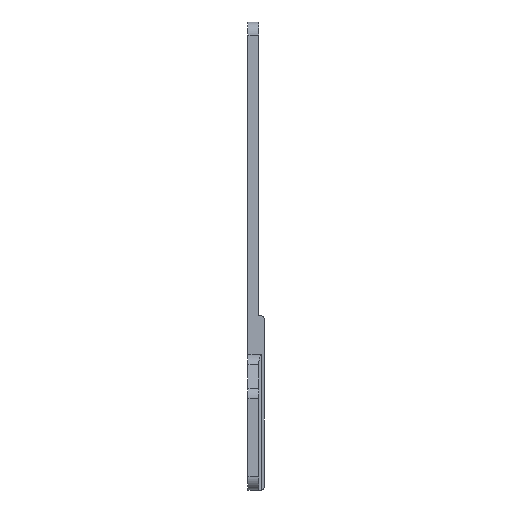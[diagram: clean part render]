
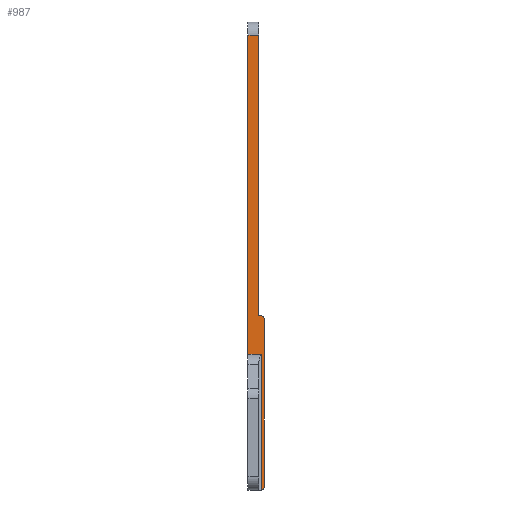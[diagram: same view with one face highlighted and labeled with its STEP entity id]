
A CAD part, front view. The second image highlights one B-rep face of the part: STEP entity #987.
In plain terms, the highlighted planar face has unit normal (0, -1, 0).
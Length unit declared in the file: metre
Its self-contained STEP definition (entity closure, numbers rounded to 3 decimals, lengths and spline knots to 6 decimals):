
#69=LINE('',#1525,#143);
#95=LINE('',#1599,#169);
#96=LINE('',#1604,#170);
#97=LINE('',#1605,#171);
#98=LINE('',#1607,#172);
#99=LINE('',#1609,#173);
#100=LINE('',#1611,#174);
#143=VECTOR('',#1204,1.);
#169=VECTOR('',#1270,1.);
#170=VECTOR('',#1273,1.);
#171=VECTOR('',#1274,1.);
#172=VECTOR('',#1275,1.);
#173=VECTOR('',#1276,1.);
#174=VECTOR('',#1277,1.);
#274=ORIENTED_EDGE('',*,*,#542,.F.);
#275=ORIENTED_EDGE('',*,*,#543,.T.);
#276=ORIENTED_EDGE('',*,*,#544,.T.);
#277=ORIENTED_EDGE('',*,*,#504,.F.);
#278=ORIENTED_EDGE('',*,*,#545,.T.);
#279=ORIENTED_EDGE('',*,*,#546,.T.);
#280=ORIENTED_EDGE('',*,*,#547,.T.);
#281=ORIENTED_EDGE('',*,*,#548,.T.);
#282=ORIENTED_EDGE('',*,*,#549,.T.);
#504=EDGE_CURVE('',#642,#625,#69,.T.);
#542=EDGE_CURVE('',#671,#672,#95,.T.);
#543=EDGE_CURVE('',#671,#673,#737,.F.);
#544=EDGE_CURVE('',#673,#625,#96,.T.);
#545=EDGE_CURVE('',#642,#674,#97,.T.);
#546=EDGE_CURVE('',#674,#675,#98,.T.);
#547=EDGE_CURVE('',#675,#676,#99,.F.);
#548=EDGE_CURVE('',#676,#677,#100,.T.);
#549=EDGE_CURVE('',#677,#672,#738,.F.);
#625=VERTEX_POINT('',#1491);
#642=VERTEX_POINT('',#1524);
#671=VERTEX_POINT('',#1600);
#672=VERTEX_POINT('',#1601);
#673=VERTEX_POINT('',#1603);
#674=VERTEX_POINT('',#1606);
#675=VERTEX_POINT('',#1608);
#676=VERTEX_POINT('',#1610);
#677=VERTEX_POINT('',#1612);
#737=CIRCLE('',#1078,0.000794);
#738=CIRCLE('',#1079,0.000794);
#795=EDGE_LOOP('',(#274,#275,#276,#277,#278,#279,#280,#281,#282));
#885=FACE_BOUND('',#795,.T.);
#965=PLANE('',#1077);
#987=ADVANCED_FACE('',(#885),#965,.F.);
#1077=AXIS2_PLACEMENT_3D('',#1598,#1268,#1269);
#1078=AXIS2_PLACEMENT_3D('',#1602,#1271,#1272);
#1079=AXIS2_PLACEMENT_3D('',#1613,#1278,#1279);
#1204=DIRECTION('',(0.,0.,-1.));
#1268=DIRECTION('',(0.,1.,0.));
#1269=DIRECTION('',(0.,0.,1.));
#1270=DIRECTION('',(0.,0.,-1.));
#1271=DIRECTION('',(0.,1.,0.));
#1272=DIRECTION('',(0.,0.,1.));
#1273=DIRECTION('',(-1.,0.,0.));
#1274=DIRECTION('',(-1.,0.,0.));
#1275=DIRECTION('',(0.,0.,-1.));
#1276=DIRECTION('',(-1.,0.,0.));
#1277=DIRECTION('',(0.,0.,-1.));
#1278=DIRECTION('',(0.,1.,0.));
#1279=DIRECTION('',(0.,0.,1.));
#1491=CARTESIAN_POINT('',(0.003175,-0.0762,-0.03175));
#1524=CARTESIAN_POINT('',(0.003175,-0.0762,0.050165));
#1525=CARTESIAN_POINT('',(0.003175,-0.0762,0.004543));
#1598=CARTESIAN_POINT('',(0.003175,-0.0762,0.004543));
#1599=CARTESIAN_POINT('',(0.004763,-0.0762,0.004543));
#1600=CARTESIAN_POINT('',(0.004763,-0.0762,-0.032544));
#1601=CARTESIAN_POINT('',(0.004763,-0.0762,-0.081756));
#1602=CARTESIAN_POINT('',(0.003969,-0.0762,-0.032544));
#1603=CARTESIAN_POINT('',(0.003969,-0.0762,-0.03175));
#1604=CARTESIAN_POINT('',(0.004763,-0.0762,-0.03175));
#1605=CARTESIAN_POINT('',(0.003175,-0.0762,0.050165));
#1606=CARTESIAN_POINT('',(0.,-0.0762,0.050165));
#1607=CARTESIAN_POINT('',(0.,-0.0762,0.004543));
#1608=CARTESIAN_POINT('',(0.,-0.0762,-0.042902));
#1609=CARTESIAN_POINT('',(0.003175,-0.0762,-0.042902));
#1610=CARTESIAN_POINT('',(0.003969,-0.0762,-0.042902));
#1611=CARTESIAN_POINT('',(0.003969,-0.0762,0.004543));
#1612=CARTESIAN_POINT('',(0.003969,-0.0762,-0.08255));
#1613=CARTESIAN_POINT('',(0.003969,-0.0762,-0.081756));
